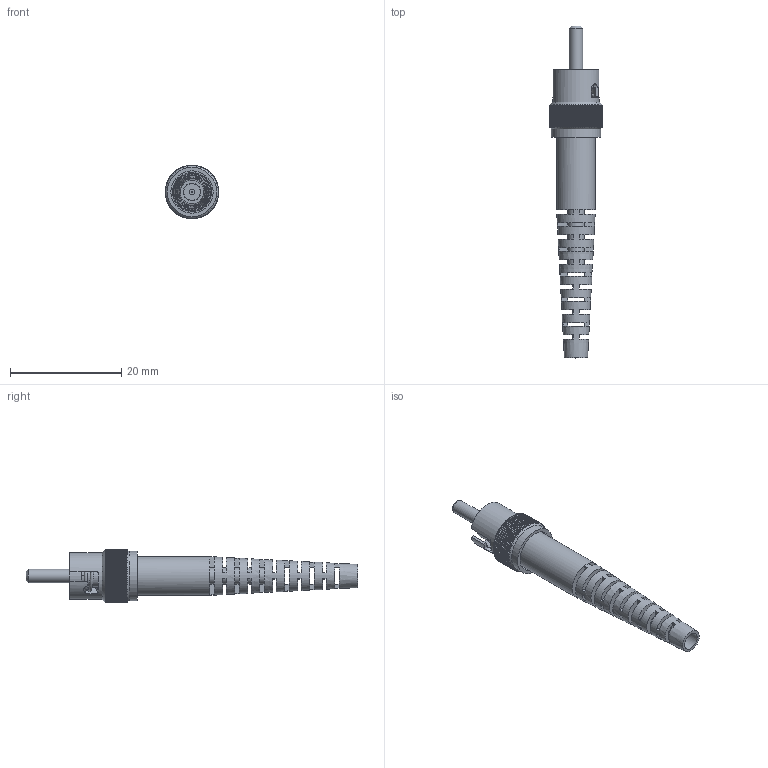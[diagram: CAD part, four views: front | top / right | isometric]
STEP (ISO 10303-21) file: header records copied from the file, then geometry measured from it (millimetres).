
FILE_DESCRIPTION(/* description */ ('STEP AP214'),/* implementation_level */ '2;1');
FILE_NAME(/* name */ '00_10127C-Step.ipt.step',/* time_stamp */ '2022-11-29T07:33:48+01:00',/* author */ ('Admin'),/* organization */ (''),/* preprocessor_version */ 'ST-DEVELOPER v18.1',/* originating_system */ 'Autodesk Inventor 2022',/* authorisation */ '');
FILE_SCHEMA (('AUTOMOTIVE_DESIGN { 1 0 10303 214 3 1 1 }'));
Length unit declared in the file: inch
Products named in the file (1): 00_10127C-Step
Bounding box: 9.65 x 59.76 x 9.65 mm (x, y, z)
Volume: 1479.6 mm3; surface area: 3549.3 mm2
Topology: 5 solids, 5 shells, 420 faces, 1215 edges, 807 vertices
Faces by surface type: plane 298, cylinder 115, cone 5, bspline 2
Full cylindrical faces by diameter (mm): 0.14 x1, 1 x1, 1.016 x1, 2.235 x1, 2.489 x1, 2.54 x4, 2.946 x4, 3 x1, 3.15 x1, 3.2 x1, 3.962 x2, 4.064 x1, 4.4 x1, 5 x1, 5.334 x1, 6.096 x1, 7 x1, 7.239 x1, 7.62 x1, 8.382 x1, 8.89 x1
Entity records: 17503 total; most frequent: CARTESIAN_POINT 6205, ORIENTED_EDGE 2430, DIRECTION 2060, EDGE_CURVE 1215, VERTEX_POINT 807, AXIS2_PLACEMENT_3D 780, LINE 500, VECTOR 500
